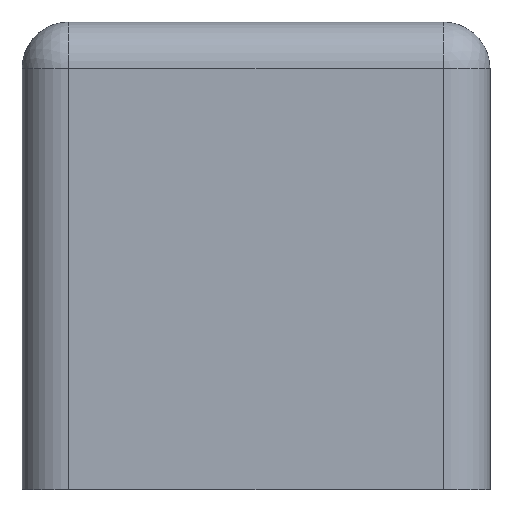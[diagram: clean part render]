
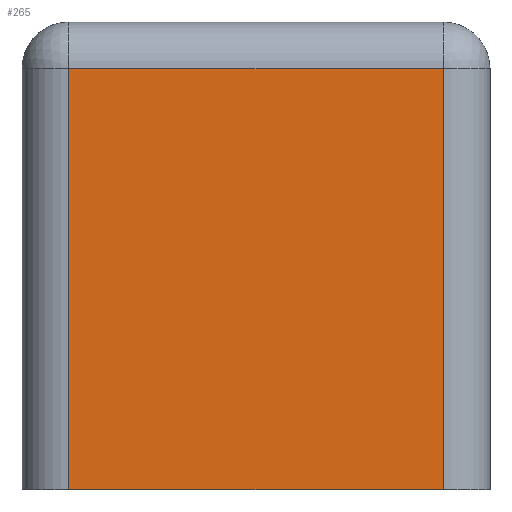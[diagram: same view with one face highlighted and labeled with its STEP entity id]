
A CAD part, front view. The second image highlights one B-rep face of the part: STEP entity #265.
In plain terms, the highlighted planar face has unit normal (0, -1, 0).
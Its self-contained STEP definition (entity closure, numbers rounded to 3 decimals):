
#15=PLANE('',#313);
#22=LINE('',#422,#42);
#25=LINE('',#447,#45);
#28=LINE('',#451,#48);
#37=LINE('',#475,#57);
#42=VECTOR('',#334,10.);
#45=VECTOR('',#361,10.);
#48=VECTOR('',#366,10.);
#57=VECTOR('',#395,10.);
#81=FACE_OUTER_BOUND('',#99,.T.);
#99=EDGE_LOOP('',(#221,#222,#223,#224));
#121=VERTEX_POINT('',#411);
#124=VERTEX_POINT('',#418);
#133=VERTEX_POINT('',#440);
#135=VERTEX_POINT('',#445);
#146=EDGE_CURVE('',#121,#124,#22,.T.);
#157=EDGE_CURVE('',#135,#133,#25,.T.);
#160=EDGE_CURVE('',#133,#121,#28,.T.);
#173=EDGE_CURVE('',#135,#124,#37,.T.);
#221=ORIENTED_EDGE('',*,*,#146,.F.);
#222=ORIENTED_EDGE('',*,*,#160,.F.);
#223=ORIENTED_EDGE('',*,*,#157,.F.);
#224=ORIENTED_EDGE('',*,*,#173,.T.);
#265=ADVANCED_FACE('',(#81),#15,.T.);
#313=AXIS2_PLACEMENT_3D('',#474,#393,#394);
#334=DIRECTION('',(0.,0.,-1.));
#361=DIRECTION('',(0.,0.,1.));
#366=DIRECTION('',(1.,0.,0.));
#393=DIRECTION('center_axis',(0.,-1.,0.));
#394=DIRECTION('ref_axis',(1.,0.,0.));
#395=DIRECTION('',(1.,0.,0.));
#411=CARTESIAN_POINT('',(9.,0.,9.));
#418=CARTESIAN_POINT('',(9.,0.,0.));
#422=CARTESIAN_POINT('',(9.,0.,0.));
#440=CARTESIAN_POINT('',(1.,0.,9.));
#445=CARTESIAN_POINT('',(1.,0.,0.));
#447=CARTESIAN_POINT('',(1.,0.,0.));
#451=CARTESIAN_POINT('',(2.5,0.,9.));
#474=CARTESIAN_POINT('Origin',(0.,0.,0.));
#475=CARTESIAN_POINT('',(0.,0.,0.));
